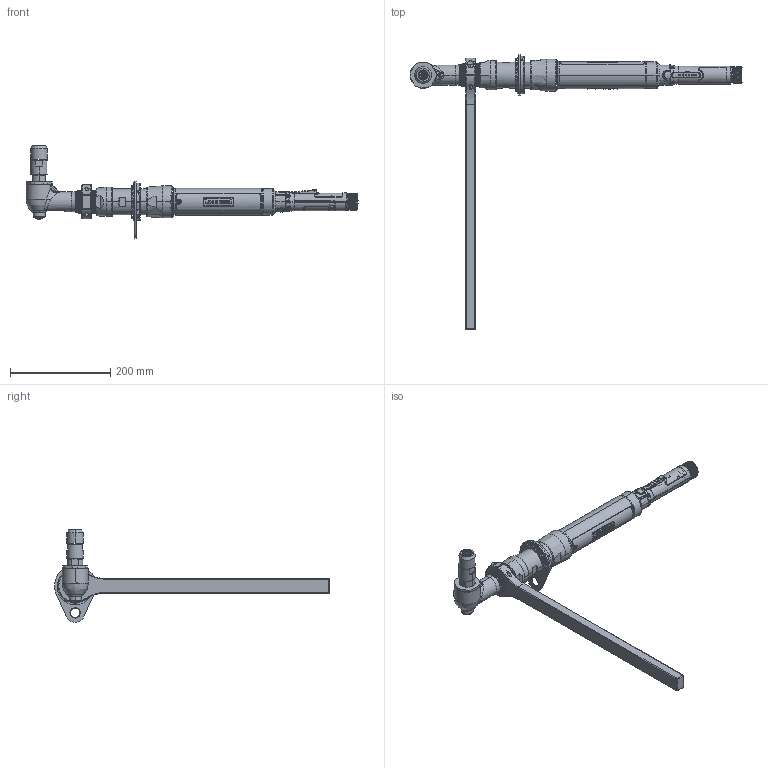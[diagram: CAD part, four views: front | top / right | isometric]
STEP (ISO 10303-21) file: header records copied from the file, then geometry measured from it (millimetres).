
FILE_DESCRIPTION((''),'2;1');
FILE_NAME('EB55LH26V2-210','2012-02-16T',('VST0704'),(''),'PRO/ENGINEER BY PARAMETRIC TECHNOLOGY CORPORATION, 2009460','PRO/ENGINEER BY PARAMETRIC TECHNOLOGY CORPORATION, 2009460','');
FILE_SCHEMA(('CONFIG_CONTROL_DESIGN'));
Products named in the file (1): EB55LH26V2-210
Bounding box: 663.21 x 549.15 x 185.39 mm (x, y, z)
Surface area: 226857.7 mm2 (no closed solid volume)
Topology: 0 solids, 291 shells, 781 faces, 4766 edges, 4227 vertices
Faces by surface type: cylinder 356, plane 166, bspline 107, cone 70, torus 61, extrusion 16, sphere 5
Entity records: 62754 total; most frequent: CARTESIAN_POINT 29953, DIRECTION 6070, ORIENTED_EDGE 5508, EDGE_CURVE 4764, VERTEX_POINT 4227, AXIS2_PLACEMENT_3D 2059, VECTOR 1952, LINE 1936
